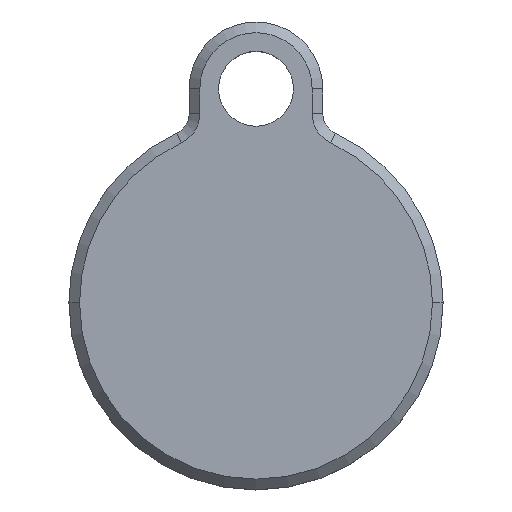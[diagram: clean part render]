
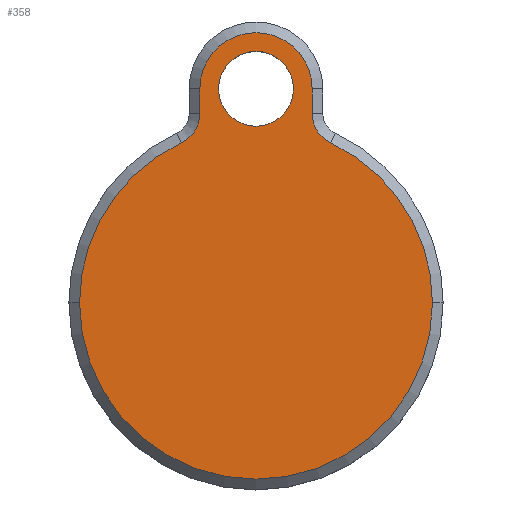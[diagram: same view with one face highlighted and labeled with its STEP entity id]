
A CAD part, top view. The second image highlights one B-rep face of the part: STEP entity #358.
In plain terms, the highlighted planar face has unit normal (0, 0, 1).
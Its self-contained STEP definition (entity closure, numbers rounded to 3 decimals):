
#4 = AXIS2_PLACEMENT_3D ( 'NONE', #417, #286, #695 ) ;
#13 = EDGE_CURVE ( 'NONE', #713, #496, #430, .T. ) ;
#17 = LINE ( 'NONE', #435, #394 ) ;
#26 = CIRCLE ( 'NONE', #4, 5.25 ) ;
#29 = EDGE_CURVE ( 'NONE', #277, #175, #263, .T. ) ;
#38 = CARTESIAN_POINT ( 'NONE',  ( 0., -20., 8. ) ) ;
#44 = AXIS2_PLACEMENT_3D ( 'NONE', #759, #613, #64 ) ;
#64 = DIRECTION ( 'NONE',  ( 1., 0., 0. ) ) ;
#66 = CARTESIAN_POINT ( 'NONE',  ( -6.981, -5.049, 8. ) ) ;
#71 = CARTESIAN_POINT ( 'NONE',  ( -8.25, -2.331, 8. ) ) ;
#98 = DIRECTION ( 'NONE',  ( 0., 0., 1. ) ) ;
#100 = EDGE_LOOP ( 'NONE', ( #421, #628, #611, #198, #590, #546, #184, #737 ) ) ;
#135 = VERTEX_POINT ( 'NONE', #321 ) ;
#143 = CARTESIAN_POINT ( 'NONE',  ( -16.5, -20., 8. ) ) ;
#160 = ORIENTED_EDGE ( 'NONE', *, *, #29, .F. ) ;
#175 = VERTEX_POINT ( 'NONE', #882 ) ;
#180 = VERTEX_POINT ( 'NONE', #396 ) ;
#184 = ORIENTED_EDGE ( 'NONE', *, *, #466, .T. ) ;
#192 = CIRCLE ( 'NONE', #786, 3. ) ;
#198 = ORIENTED_EDGE ( 'NONE', *, *, #313, .T. ) ;
#205 = DIRECTION ( 'NONE',  ( 1., 0., 0. ) ) ;
#207 = DIRECTION ( 'NONE',  ( 0., 0., -1. ) ) ;
#211 = FACE_BOUND ( 'NONE', #463, .T. ) ;
#213 = DIRECTION ( 'NONE',  ( 0., -1., 0. ) ) ;
#218 = AXIS2_PLACEMENT_3D ( 'NONE', #38, #302, #879 ) ;
#243 = CIRCLE ( 'NONE', #415, 16.5 ) ;
#263 = CIRCLE ( 'NONE', #551, 3.5 ) ;
#276 = CIRCLE ( 'NONE', #44, 3.5 ) ;
#277 = VERTEX_POINT ( 'NONE', #677 ) ;
#279 = CARTESIAN_POINT ( 'NONE',  ( 5.25, -2.331, 8. ) ) ;
#286 = DIRECTION ( 'NONE',  ( 0., 0., 1. ) ) ;
#291 = CIRCLE ( 'NONE', #426, 3. ) ;
#293 = VERTEX_POINT ( 'NONE', #690 ) ;
#302 = DIRECTION ( 'NONE',  ( 0., 0., 1. ) ) ;
#310 = CARTESIAN_POINT ( 'NONE',  ( 0., -20., 8. ) ) ;
#313 = EDGE_CURVE ( 'NONE', #293, #713, #291, .T. ) ;
#321 = CARTESIAN_POINT ( 'NONE',  ( 16.5, -20., 8. ) ) ;
#331 = CARTESIAN_POINT ( 'NONE',  ( 8.25, -2.331, 8. ) ) ;
#352 = CIRCLE ( 'NONE', #218, 16.5 ) ;
#355 = EDGE_CURVE ( 'NONE', #408, #860, #26, .T. ) ;
#358 = ADVANCED_FACE ( 'NONE', ( #749, #211 ), #772, .T. ) ;
#365 = EDGE_CURVE ( 'NONE', #473, #408, #17, .T. ) ;
#387 = CARTESIAN_POINT ( 'NONE',  ( 0., -20., 8. ) ) ;
#394 = VECTOR ( 'NONE', #503, 1000. ) ;
#396 = CARTESIAN_POINT ( 'NONE',  ( 6.981, -5.049, 8. ) ) ;
#408 = VERTEX_POINT ( 'NONE', #775 ) ;
#415 = AXIS2_PLACEMENT_3D ( 'NONE', #310, #715, #592 ) ;
#417 = CARTESIAN_POINT ( 'NONE',  ( 0., 0., 8. ) ) ;
#421 = ORIENTED_EDGE ( 'NONE', *, *, #365, .T. ) ;
#426 = AXIS2_PLACEMENT_3D ( 'NONE', #71, #838, #852 ) ;
#430 = CIRCLE ( 'NONE', #509, 16.5 ) ;
#435 = CARTESIAN_POINT ( 'NONE',  ( 5.25, 0., 8. ) ) ;
#463 = EDGE_LOOP ( 'NONE', ( #753, #160 ) ) ;
#466 = EDGE_CURVE ( 'NONE', #135, #180, #352, .T. ) ;
#473 = VERTEX_POINT ( 'NONE', #279 ) ;
#493 = DIRECTION ( 'NONE',  ( 1., 0., 0. ) ) ;
#496 = VERTEX_POINT ( 'NONE', #143 ) ;
#503 = DIRECTION ( 'NONE',  ( 0., 1., 0. ) ) ;
#509 = AXIS2_PLACEMENT_3D ( 'NONE', #387, #529, #595 ) ;
#529 = DIRECTION ( 'NONE',  ( 0., 0., 1. ) ) ;
#546 = ORIENTED_EDGE ( 'NONE', *, *, #591, .T. ) ;
#551 = AXIS2_PLACEMENT_3D ( 'NONE', #872, #98, #657 ) ;
#555 = DIRECTION ( 'NONE',  ( 0., 0., 1. ) ) ;
#561 = CARTESIAN_POINT ( 'NONE',  ( 0., -20., 8. ) ) ;
#590 = ORIENTED_EDGE ( 'NONE', *, *, #13, .T. ) ;
#591 = EDGE_CURVE ( 'NONE', #496, #135, #243, .T. ) ;
#592 = DIRECTION ( 'NONE',  ( 1., 0., 0. ) ) ;
#595 = DIRECTION ( 'NONE',  ( 1., 0., 0. ) ) ;
#606 = CARTESIAN_POINT ( 'NONE',  ( -5.25, 0., 8. ) ) ;
#611 = ORIENTED_EDGE ( 'NONE', *, *, #658, .T. ) ;
#613 = DIRECTION ( 'NONE',  ( 0., 0., 1. ) ) ;
#628 = ORIENTED_EDGE ( 'NONE', *, *, #355, .T. ) ;
#650 = AXIS2_PLACEMENT_3D ( 'NONE', #561, #555, #493 ) ;
#657 = DIRECTION ( 'NONE',  ( 1., 0., 0. ) ) ;
#658 = EDGE_CURVE ( 'NONE', #860, #293, #767, .T. ) ;
#677 = CARTESIAN_POINT ( 'NONE',  ( 3.5, 0., 8. ) ) ;
#690 = CARTESIAN_POINT ( 'NONE',  ( -5.25, -2.331, 8. ) ) ;
#695 = DIRECTION ( 'NONE',  ( 1., 0., 0. ) ) ;
#713 = VERTEX_POINT ( 'NONE', #66 ) ;
#715 = DIRECTION ( 'NONE',  ( 0., 0., 1. ) ) ;
#724 = EDGE_CURVE ( 'NONE', #180, #473, #192, .T. ) ;
#737 = ORIENTED_EDGE ( 'NONE', *, *, #724, .T. ) ;
#748 = VECTOR ( 'NONE', #213, 1000. ) ;
#749 = FACE_OUTER_BOUND ( 'NONE', #100, .T. ) ;
#753 = ORIENTED_EDGE ( 'NONE', *, *, #875, .F. ) ;
#759 = CARTESIAN_POINT ( 'NONE',  ( 0., 0., 8. ) ) ;
#767 = LINE ( 'NONE', #846, #748 ) ;
#772 = PLANE ( 'NONE',  #650 ) ;
#775 = CARTESIAN_POINT ( 'NONE',  ( 5.25, 0., 8. ) ) ;
#786 = AXIS2_PLACEMENT_3D ( 'NONE', #331, #207, #205 ) ;
#838 = DIRECTION ( 'NONE',  ( 0., 0., -1. ) ) ;
#846 = CARTESIAN_POINT ( 'NONE',  ( -5.25, -2.331, 8. ) ) ;
#852 = DIRECTION ( 'NONE',  ( 1., 0., 0. ) ) ;
#860 = VERTEX_POINT ( 'NONE', #606 ) ;
#872 = CARTESIAN_POINT ( 'NONE',  ( 0., 0., 8. ) ) ;
#875 = EDGE_CURVE ( 'NONE', #175, #277, #276, .T. ) ;
#879 = DIRECTION ( 'NONE',  ( 1., 0., 0. ) ) ;
#882 = CARTESIAN_POINT ( 'NONE',  ( -3.5, 0., 8. ) ) ;
